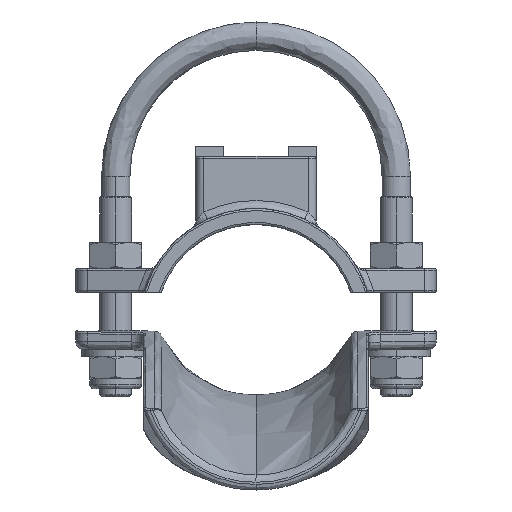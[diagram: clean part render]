
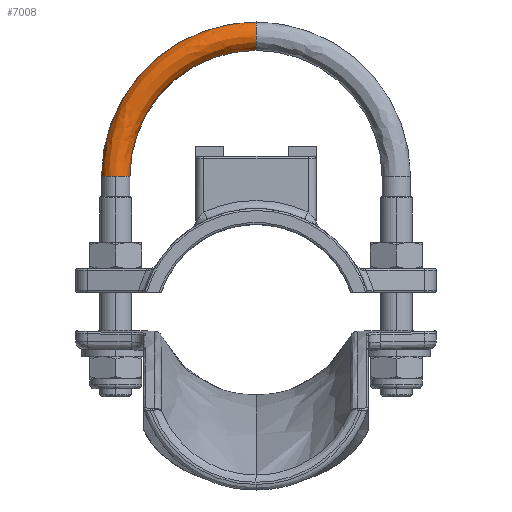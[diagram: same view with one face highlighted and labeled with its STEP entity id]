
A CAD part, left-side view. The second image highlights one B-rep face of the part: STEP entity #7008.
In plain terms, the highlighted free-form (B-spline) face has degree [3, 3] with [4, 4] control points.
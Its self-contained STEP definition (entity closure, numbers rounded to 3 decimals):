
#869 = CARTESIAN_POINT ( 'NONE',  ( 0., 35., 43.55 ) ) ;
#1599 = CARTESIAN_POINT ( 'NONE',  ( -7.1, 66.45, 23.423 ) ) ;
#2557 =( BOUNDED_SURFACE ( )  B_SPLINE_SURFACE ( 3, 3, ( 
 ( #5405, #5181, #10683, #6759 ),
 ( #12067, #3337, #1599, #8609 ),
 ( #15647, #16650, #6280, #2611 ),
 ( #869, #7880, #12644, #16768 ) ),
 .UNSPECIFIED., .F., .F., .F. ) 
 B_SPLINE_SURFACE_WITH_KNOTS ( ( 4, 4 ),
 ( 4, 4 ),
 ( 0., 1. ),
 ( 0., 1. ),
 .UNSPECIFIED. ) 
 GEOMETRIC_REPRESENTATION_ITEM ( )  RATIONAL_B_SPLINE_SURFACE ( (
 ( 1., 0.805, 0.805, 1.),
 ( 0.333, 0.268, 0.268, 0.333),
 ( 0.333, 0.268, 0.268, 0.333),
 ( 1., 0.805, 0.805, 1.) ) ) 
 REPRESENTATION_ITEM ( '' )  SURFACE ( )  );
#2611 = CARTESIAN_POINT ( 'NONE',  ( -7.1, 73.55, 5. ) ) ;
#2877 = CIRCLE ( 'NONE', #8736, 38.55 ) ;
#3337 = CARTESIAN_POINT ( 'NONE',  ( -7.1, 53.423, 36.45 ) ) ;
#3504 = VERTEX_POINT ( 'NONE', #12033 ) ;
#3538 = AXIS2_PLACEMENT_3D ( 'NONE', #10106, #15530, #15299 ) ;
#4122 = CARTESIAN_POINT ( 'NONE',  ( 0., 35., 36.45 ) ) ;
#5181 = CARTESIAN_POINT ( 'NONE',  ( 0., 53.423, 36.45 ) ) ;
#5405 = CARTESIAN_POINT ( 'NONE',  ( 0., 35., 36.45 ) ) ;
#5553 = AXIS2_PLACEMENT_3D ( 'NONE', #8301, #13271, #13507 ) ;
#6280 = CARTESIAN_POINT ( 'NONE',  ( -7.1, 73.55, 27.582 ) ) ;
#6759 = CARTESIAN_POINT ( 'NONE',  ( 0., 66.45, 5. ) ) ;
#7008 = ADVANCED_FACE ( 'NONE', ( #10457 ), #2557, .T. ) ;
#7417 = CARTESIAN_POINT ( 'NONE',  ( 0., 35., 5. ) ) ;
#7880 = CARTESIAN_POINT ( 'NONE',  ( 0., 57.582, 43.55 ) ) ;
#8240 = ORIENTED_EDGE ( 'NONE', *, *, #19222, .T. ) ;
#8301 = CARTESIAN_POINT ( 'NONE',  ( 0., 70., 5. ) ) ;
#8609 = CARTESIAN_POINT ( 'NONE',  ( -7.1, 66.45, 5. ) ) ;
#8736 = AXIS2_PLACEMENT_3D ( 'NONE', #19371, #14274, #21093 ) ;
#9722 = CIRCLE ( 'NONE', #20070, 31.45 ) ;
#10106 = CARTESIAN_POINT ( 'NONE',  ( 0., 70., 5. ) ) ;
#10457 = FACE_OUTER_BOUND ( 'NONE', #15730, .T. ) ;
#10549 = CARTESIAN_POINT ( 'NONE',  ( 0., 66.45, 5. ) ) ;
#10683 = CARTESIAN_POINT ( 'NONE',  ( 0., 66.45, 23.423 ) ) ;
#11101 = ORIENTED_EDGE ( 'NONE', *, *, #11588, .F. ) ;
#11156 = CARTESIAN_POINT ( 'NONE',  ( -3.55, 70., 5. ) ) ;
#11233 = CIRCLE ( 'NONE', #20465, 3.55 ) ;
#11369 = ORIENTED_EDGE ( 'NONE', *, *, #16892, .T. ) ;
#11588 = EDGE_CURVE ( 'NONE', #20342, #14895, #9722, .T. ) ;
#12033 = CARTESIAN_POINT ( 'NONE',  ( 0., 35., 43.55 ) ) ;
#12067 = CARTESIAN_POINT ( 'NONE',  ( -7.1, 35., 36.45 ) ) ;
#12493 = EDGE_CURVE ( 'NONE', #22295, #18631, #19359, .T. ) ;
#12644 = CARTESIAN_POINT ( 'NONE',  ( 0., 73.55, 27.582 ) ) ;
#12903 = CARTESIAN_POINT ( 'NONE',  ( 0., 35., 40. ) ) ;
#13271 = DIRECTION ( 'NONE',  ( 0., 0., -1. ) ) ;
#13507 = DIRECTION ( 'NONE',  ( -1., 0., 0. ) ) ;
#14274 = DIRECTION ( 'NONE',  ( -1., 0., 0. ) ) ;
#14895 = VERTEX_POINT ( 'NONE', #10549 ) ;
#15299 = DIRECTION ( 'NONE',  ( -1., 0., 0. ) ) ;
#15530 = DIRECTION ( 'NONE',  ( 0., 0., -1. ) ) ;
#15647 = CARTESIAN_POINT ( 'NONE',  ( -7.1, 35., 43.55 ) ) ;
#15730 = EDGE_LOOP ( 'NONE', ( #11101, #11369, #8240, #16031, #16865 ) ) ;
#15895 = DIRECTION ( 'NONE',  ( 0., 1., 0. ) ) ;
#15899 = CARTESIAN_POINT ( 'NONE',  ( 0., 73.55, 5. ) ) ;
#16031 = ORIENTED_EDGE ( 'NONE', *, *, #12493, .F. ) ;
#16650 = CARTESIAN_POINT ( 'NONE',  ( -7.1, 57.582, 43.55 ) ) ;
#16768 = CARTESIAN_POINT ( 'NONE',  ( 0., 73.55, 5. ) ) ;
#16865 = ORIENTED_EDGE ( 'NONE', *, *, #21247, .F. ) ;
#16892 = EDGE_CURVE ( 'NONE', #20342, #3504, #11233, .T. ) ;
#16964 = CIRCLE ( 'NONE', #5553, 3.55 ) ;
#17918 = DIRECTION ( 'NONE',  ( -1., 0., 0. ) ) ;
#18631 = VERTEX_POINT ( 'NONE', #15899 ) ;
#19222 = EDGE_CURVE ( 'NONE', #3504, #18631, #2877, .T. ) ;
#19359 = CIRCLE ( 'NONE', #3538, 3.55 ) ;
#19371 = CARTESIAN_POINT ( 'NONE',  ( 0., 35., 5. ) ) ;
#20070 = AXIS2_PLACEMENT_3D ( 'NONE', #7417, #17918, #21722 ) ;
#20342 = VERTEX_POINT ( 'NONE', #4122 ) ;
#20465 = AXIS2_PLACEMENT_3D ( 'NONE', #12903, #15895, #21440 ) ;
#21093 = DIRECTION ( 'NONE',  ( 0., 0., 1. ) ) ;
#21247 = EDGE_CURVE ( 'NONE', #14895, #22295, #16964, .T. ) ;
#21440 = DIRECTION ( 'NONE',  ( 0., 0., 1. ) ) ;
#21722 = DIRECTION ( 'NONE',  ( 0., 0., 1. ) ) ;
#22295 = VERTEX_POINT ( 'NONE', #11156 ) ;
